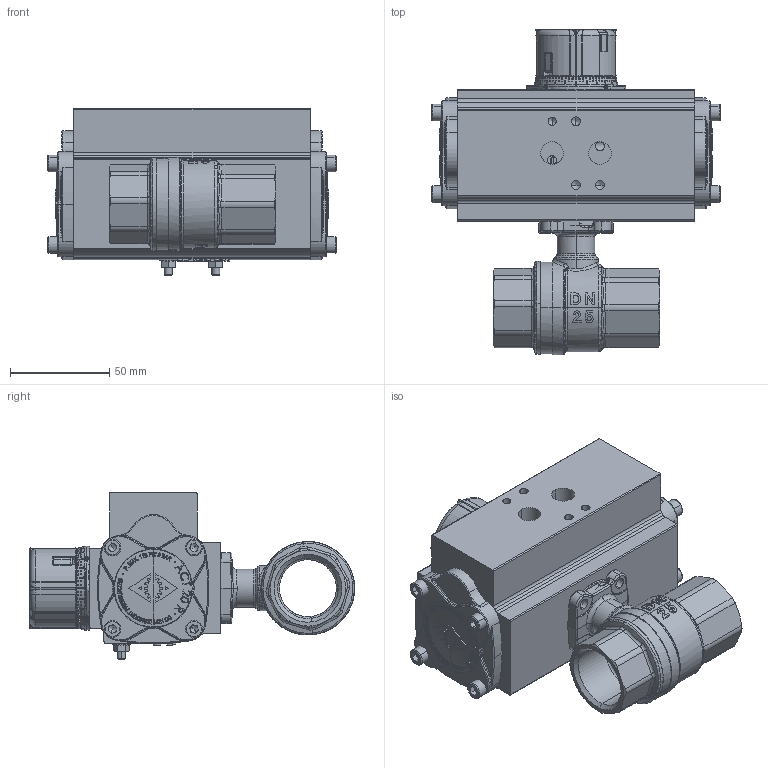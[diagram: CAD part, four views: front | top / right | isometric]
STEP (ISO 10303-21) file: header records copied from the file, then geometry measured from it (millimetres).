
FILE_DESCRIPTION (( 'STEP AP214' ), '1' );
FILE_NAME ('KH105-Kugelhahn-1-Zoll-IG-Pneumatischer-DA20-Doppeltwirkend-Fergo.STEP', '2024-01-29T13:36:10', ( '' ), ( '' ), 'SwSTEP 2.0', 'SolidWorks 2022', '' );
FILE_SCHEMA (( 'AUTOMOTIVE_DESIGN' ));
Length unit declared in the file: millimetre
Products named in the file (3): KH105-Kugelhahn-1-Zoll-IG-Pneumatischer-DA20-Doppeltwirkend-Fergo; 0020 ADA; KH105-1-Zoll-Innengewinde-FW_Standard
Assembly tree (2 placements, depth 2):
  KH105-Kugelhahn-1-Zoll-IG-Pneumatischer-DA20-Doppeltwirkend-Fergo
    KH105-1-Zoll-Innengewinde-FW_Standard
    0020 ADA
Bounding box: 144.8 x 163.51 x 83.7 mm (x, y, z)
Volume: 389610.8 mm3; surface area: 141444.4 mm2
Topology: 28 solids, 31 shells, 5474 faces, 14853 edges, 9557 vertices
Faces by surface type: plane 2801, cylinder 1054, bspline 812, cone 311, torus 275, sphere 221
Entity records: 225104 total; most frequent: CARTESIAN_POINT 92241, ORIENTED_EDGE 29388, DIRECTION 26215, EDGE_CURVE 14701, AXIS2_PLACEMENT_3D 10473, VERTEX_POINT 9548, EDGE_LOOP 5806, CIRCLE 5805
